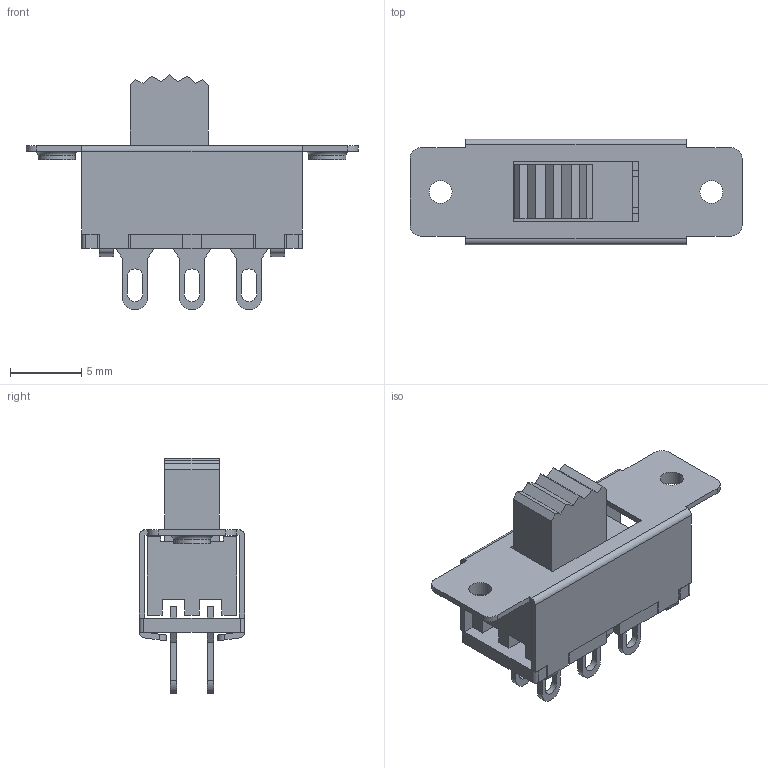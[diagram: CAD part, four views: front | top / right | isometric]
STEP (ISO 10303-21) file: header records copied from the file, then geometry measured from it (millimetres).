
FILE_DESCRIPTION(('FreeCAD Model'),'2;1');
FILE_NAME('Open CASCADE Shape Model','2024-12-29T20:41:25',(''),(''), 'Open CASCADE STEP processor 7.8','FreeCAD','Unknown');
FILE_SCHEMA(('AUTOMOTIVE_DESIGN { 1 0 10303 214 1 1 1 1 }'));
Length unit declared in the file: millimetre
Products named in the file (6): _x23mm_DPDT_Wechselschalter_SS12f12___SS22F25; Main Body SS22F25; PCB SS22F25; Slider SS22F25; Solder Fin Array SS22F25; Solder Fin
Assembly tree (10 placements, depth 3):
  _x23mm_DPDT_Wechselschalter_SS12f12___SS22F25
    Main Body SS22F25
    PCB SS22F25
    Slider SS22F25
    Solder Fin Array SS22F25
      Solder Fin  x6
Bounding box: 23.3 x 7.4 x 16.5 mm (x, y, z)
Volume: 704.4 mm3; surface area: 1667.1 mm2
Topology: 9 solids, 9 shells, 282 faces, 779 edges, 518 vertices
Faces by surface type: plane 234, cylinder 46, torus 2
Full cylindrical faces by diameter (mm): 1.6 x2, 2.6 x2
Entity records: 12767 total; most frequent: CARTESIAN_POINT 2312, DIRECTION 1935, LINE 1393, VECTOR 1393, ORIENTED_EDGE 1018, PCURVE 1018, DEFINITIONAL_REPRESENTATION 1018, EDGE_CURVE 509
